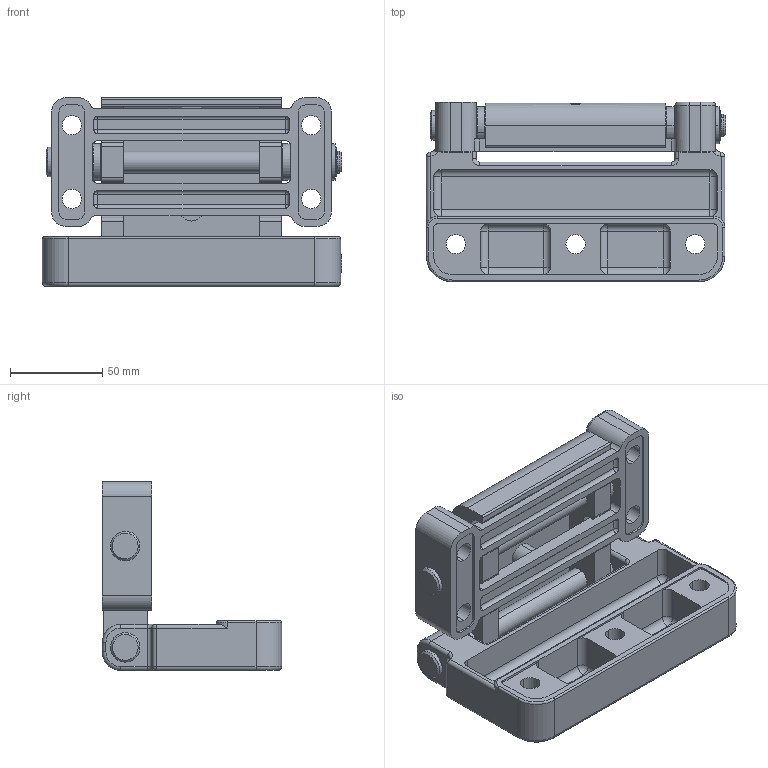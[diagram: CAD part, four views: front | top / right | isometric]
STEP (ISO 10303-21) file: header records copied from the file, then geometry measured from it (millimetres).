
FILE_DESCRIPTION (( 'STEP AP203' ), '1' );
FILE_NAME ('FB-1736-B-3.STEP', '2012-07-10T08:59:46', ( '11sw' ), ( 'タキゲン製造株式会社' ), 'SwSTEP 2.0', 'SolidWorks 2011', '' );
FILE_SCHEMA (( 'CONFIG_CONTROL_DESIGN' ));
Length unit declared in the file: millimetre
Products named in the file (10): FB-1736-B-3; FB-1736-B-3特注平座金_; FB-1736-B-3儀乕僗B_; FB-1736-B-3’Õ•tƒuƒbƒVƒ…__FB-1736-A-6ƒuƒbƒVƒ…B_; FB-1736-B-3僔儍僼僩_; FB-1736-B-3儀乕僗A_; FB-1736-B-3平座金_; FB-1736-B-3’Õ•tƒuƒbƒVƒ…__FB-1736-A-3ƒuƒbƒVƒ…A_; FB-1736-B-3止め輪; FB-1736-B-3中間ベース_
Assembly tree (21 placements, depth 2):
  FB-1736-B-3
    FB-1736-B-3’Õ•tƒuƒbƒVƒ…__FB-1736-A-3ƒuƒbƒVƒ…A_  x4
    FB-1736-B-3儀乕僗B_
    FB-1736-B-3特注平座金_  x4
    FB-1736-B-3’Õ•tƒuƒbƒVƒ…__FB-1736-A-6ƒuƒbƒVƒ…B_  x4
    FB-1736-B-3僔儍僼僩_  x2
    FB-1736-B-3平座金_  x2
    FB-1736-B-3儀乕僗A_
    FB-1736-B-3止め輪  x2
    FB-1736-B-3中間ベース_
Bounding box: 162.5 x 97.5 x 102.5 mm (x, y, z)
Volume: 360312.3 mm3; surface area: 150278.4 mm2
Topology: 21 solids, 21 shells, 489 faces, 1170 edges, 724 vertices
Faces by surface type: cylinder 270, plane 145, torus 30, cone 22, sphere 20, bspline 2
Entity records: 13322 total; most frequent: CARTESIAN_POINT 2303, DIRECTION 2228, ORIENTED_EDGE 1896, EDGE_CURVE 948, AXIS2_PLACEMENT_3D 887, VERTEX_POINT 592, CIRCLE 477, LINE 454
